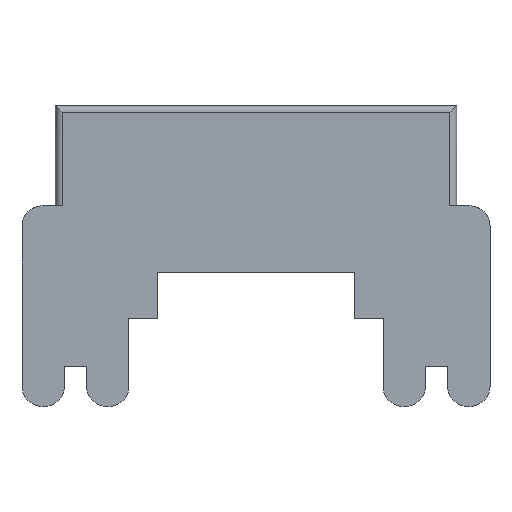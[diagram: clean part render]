
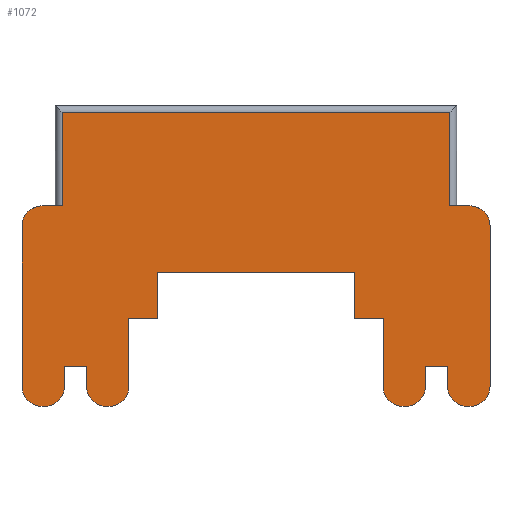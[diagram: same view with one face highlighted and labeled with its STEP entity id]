
A CAD part, top view. The second image highlights one B-rep face of the part: STEP entity #1072.
In plain terms, the highlighted planar face has unit normal (0, 0, 1).
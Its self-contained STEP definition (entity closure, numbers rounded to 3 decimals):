
#25=PLANE('',#1158);
#56=FACE_OUTER_BOUND('',#124,.T.);
#124=EDGE_LOOP('',(#727,#728,#729,#730,#731,#732,#733,#734,#735,#736,#737,
#738,#739,#740,#741,#742,#743,#744,#745,#746,#747,#748,#749,#750,#751,#752,
#753,#754,#755,#756,#757,#758,#759,#760));
#199=CIRCLE('',#1159,3.);
#200=CIRCLE('',#1160,3.);
#201=CIRCLE('',#1161,3.);
#202=CIRCLE('',#1162,3.);
#203=CIRCLE('',#1163,3.);
#204=CIRCLE('',#1164,3.);
#205=CIRCLE('',#1165,3.);
#206=CIRCLE('',#1166,3.);
#207=CIRCLE('',#1167,3.);
#208=CIRCLE('',#1168,3.);
#245=LINE('',#1635,#351);
#248=LINE('',#1646,#354);
#250=LINE('',#1652,#356);
#251=LINE('',#1655,#357);
#252=LINE('',#1657,#358);
#253=LINE('',#1661,#359);
#254=LINE('',#1665,#360);
#255=LINE('',#1669,#361);
#256=LINE('',#1671,#362);
#257=LINE('',#1673,#363);
#258=LINE('',#1677,#364);
#259=LINE('',#1681,#365);
#260=LINE('',#1683,#366);
#261=LINE('',#1685,#367);
#262=LINE('',#1687,#368);
#263=LINE('',#1689,#369);
#264=LINE('',#1691,#370);
#265=LINE('',#1693,#371);
#266=LINE('',#1697,#372);
#267=LINE('',#1701,#373);
#268=LINE('',#1703,#374);
#269=LINE('',#1705,#375);
#270=LINE('',#1709,#376);
#271=LINE('',#1713,#377);
#351=VECTOR('',#1279,10.);
#354=VECTOR('',#1290,10.);
#356=VECTOR('',#1296,10.);
#357=VECTOR('',#1299,10.);
#358=VECTOR('',#1300,10.);
#359=VECTOR('',#1303,10.);
#360=VECTOR('',#1306,10.);
#361=VECTOR('',#1309,10.);
#362=VECTOR('',#1310,10.);
#363=VECTOR('',#1311,10.);
#364=VECTOR('',#1314,10.);
#365=VECTOR('',#1317,10.);
#366=VECTOR('',#1318,10.);
#367=VECTOR('',#1319,10.);
#368=VECTOR('',#1320,10.);
#369=VECTOR('',#1321,10.);
#370=VECTOR('',#1322,10.);
#371=VECTOR('',#1323,10.);
#372=VECTOR('',#1326,10.);
#373=VECTOR('',#1329,10.);
#374=VECTOR('',#1330,10.);
#375=VECTOR('',#1331,10.);
#376=VECTOR('',#1334,10.);
#377=VECTOR('',#1337,10.);
#457=VERTEX_POINT('',#1633);
#458=VERTEX_POINT('',#1634);
#462=VERTEX_POINT('',#1644);
#464=VERTEX_POINT('',#1650);
#465=VERTEX_POINT('',#1654);
#466=VERTEX_POINT('',#1656);
#467=VERTEX_POINT('',#1658);
#468=VERTEX_POINT('',#1660);
#469=VERTEX_POINT('',#1662);
#470=VERTEX_POINT('',#1664);
#471=VERTEX_POINT('',#1666);
#472=VERTEX_POINT('',#1668);
#473=VERTEX_POINT('',#1670);
#474=VERTEX_POINT('',#1672);
#475=VERTEX_POINT('',#1674);
#476=VERTEX_POINT('',#1676);
#477=VERTEX_POINT('',#1678);
#478=VERTEX_POINT('',#1680);
#479=VERTEX_POINT('',#1682);
#480=VERTEX_POINT('',#1684);
#481=VERTEX_POINT('',#1686);
#482=VERTEX_POINT('',#1688);
#483=VERTEX_POINT('',#1690);
#484=VERTEX_POINT('',#1692);
#485=VERTEX_POINT('',#1694);
#486=VERTEX_POINT('',#1696);
#487=VERTEX_POINT('',#1698);
#488=VERTEX_POINT('',#1700);
#489=VERTEX_POINT('',#1702);
#490=VERTEX_POINT('',#1704);
#491=VERTEX_POINT('',#1706);
#492=VERTEX_POINT('',#1708);
#493=VERTEX_POINT('',#1710);
#494=VERTEX_POINT('',#1712);
#553=EDGE_CURVE('',#457,#458,#245,.T.);
#559=EDGE_CURVE('',#462,#457,#248,.T.);
#562=EDGE_CURVE('',#464,#462,#250,.T.);
#563=EDGE_CURVE('',#458,#465,#251,.T.);
#564=EDGE_CURVE('',#466,#464,#252,.T.);
#565=EDGE_CURVE('',#467,#466,#199,.T.);
#566=EDGE_CURVE('',#468,#467,#253,.T.);
#567=EDGE_CURVE('',#469,#468,#200,.T.);
#568=EDGE_CURVE('',#470,#469,#254,.T.);
#569=EDGE_CURVE('',#471,#470,#201,.T.);
#570=EDGE_CURVE('',#472,#471,#255,.T.);
#571=EDGE_CURVE('',#473,#472,#256,.T.);
#572=EDGE_CURVE('',#474,#473,#257,.T.);
#573=EDGE_CURVE('',#475,#474,#202,.T.);
#574=EDGE_CURVE('',#476,#475,#258,.T.);
#575=EDGE_CURVE('',#477,#476,#203,.T.);
#576=EDGE_CURVE('',#478,#477,#259,.T.);
#577=EDGE_CURVE('',#479,#478,#260,.T.);
#578=EDGE_CURVE('',#480,#479,#261,.T.);
#579=EDGE_CURVE('',#481,#480,#262,.T.);
#580=EDGE_CURVE('',#482,#481,#263,.T.);
#581=EDGE_CURVE('',#483,#482,#264,.T.);
#582=EDGE_CURVE('',#484,#483,#265,.T.);
#583=EDGE_CURVE('',#485,#484,#204,.T.);
#584=EDGE_CURVE('',#486,#485,#266,.T.);
#585=EDGE_CURVE('',#487,#486,#205,.T.);
#586=EDGE_CURVE('',#488,#487,#267,.T.);
#587=EDGE_CURVE('',#489,#488,#268,.T.);
#588=EDGE_CURVE('',#490,#489,#269,.T.);
#589=EDGE_CURVE('',#491,#490,#206,.T.);
#590=EDGE_CURVE('',#492,#491,#270,.T.);
#591=EDGE_CURVE('',#493,#492,#207,.T.);
#592=EDGE_CURVE('',#494,#493,#271,.T.);
#593=EDGE_CURVE('',#465,#494,#208,.T.);
#727=ORIENTED_EDGE('',*,*,#563,.F.);
#728=ORIENTED_EDGE('',*,*,#553,.F.);
#729=ORIENTED_EDGE('',*,*,#559,.F.);
#730=ORIENTED_EDGE('',*,*,#562,.F.);
#731=ORIENTED_EDGE('',*,*,#564,.F.);
#732=ORIENTED_EDGE('',*,*,#565,.F.);
#733=ORIENTED_EDGE('',*,*,#566,.F.);
#734=ORIENTED_EDGE('',*,*,#567,.F.);
#735=ORIENTED_EDGE('',*,*,#568,.F.);
#736=ORIENTED_EDGE('',*,*,#569,.F.);
#737=ORIENTED_EDGE('',*,*,#570,.F.);
#738=ORIENTED_EDGE('',*,*,#571,.F.);
#739=ORIENTED_EDGE('',*,*,#572,.F.);
#740=ORIENTED_EDGE('',*,*,#573,.F.);
#741=ORIENTED_EDGE('',*,*,#574,.F.);
#742=ORIENTED_EDGE('',*,*,#575,.F.);
#743=ORIENTED_EDGE('',*,*,#576,.F.);
#744=ORIENTED_EDGE('',*,*,#577,.F.);
#745=ORIENTED_EDGE('',*,*,#578,.F.);
#746=ORIENTED_EDGE('',*,*,#579,.F.);
#747=ORIENTED_EDGE('',*,*,#580,.F.);
#748=ORIENTED_EDGE('',*,*,#581,.F.);
#749=ORIENTED_EDGE('',*,*,#582,.F.);
#750=ORIENTED_EDGE('',*,*,#583,.F.);
#751=ORIENTED_EDGE('',*,*,#584,.F.);
#752=ORIENTED_EDGE('',*,*,#585,.F.);
#753=ORIENTED_EDGE('',*,*,#586,.F.);
#754=ORIENTED_EDGE('',*,*,#587,.F.);
#755=ORIENTED_EDGE('',*,*,#588,.F.);
#756=ORIENTED_EDGE('',*,*,#589,.F.);
#757=ORIENTED_EDGE('',*,*,#590,.F.);
#758=ORIENTED_EDGE('',*,*,#591,.F.);
#759=ORIENTED_EDGE('',*,*,#592,.F.);
#760=ORIENTED_EDGE('',*,*,#593,.F.);
#1072=ADVANCED_FACE('',(#56),#25,.F.);
#1158=AXIS2_PLACEMENT_3D('',#1653,#1297,#1298);
#1159=AXIS2_PLACEMENT_3D('',#1659,#1301,#1302);
#1160=AXIS2_PLACEMENT_3D('',#1663,#1304,#1305);
#1161=AXIS2_PLACEMENT_3D('',#1667,#1307,#1308);
#1162=AXIS2_PLACEMENT_3D('',#1675,#1312,#1313);
#1163=AXIS2_PLACEMENT_3D('',#1679,#1315,#1316);
#1164=AXIS2_PLACEMENT_3D('',#1695,#1324,#1325);
#1165=AXIS2_PLACEMENT_3D('',#1699,#1327,#1328);
#1166=AXIS2_PLACEMENT_3D('',#1707,#1332,#1333);
#1167=AXIS2_PLACEMENT_3D('',#1711,#1335,#1336);
#1168=AXIS2_PLACEMENT_3D('',#1714,#1338,#1339);
#1279=DIRECTION('',(0.,-1.,0.));
#1290=DIRECTION('',(1.,0.,0.));
#1296=DIRECTION('',(0.,1.,0.));
#1297=DIRECTION('center_axis',(0.,0.,-1.));
#1298=DIRECTION('ref_axis',(-1.,0.,0.));
#1299=DIRECTION('',(1.,0.,0.));
#1300=DIRECTION('',(1.,0.,0.));
#1301=DIRECTION('center_axis',(0.,0.,-1.));
#1302=DIRECTION('ref_axis',(-1.,0.,0.));
#1303=DIRECTION('',(0.,1.,0.));
#1304=DIRECTION('center_axis',(0.,0.,-1.));
#1305=DIRECTION('ref_axis',(1.,0.,0.));
#1306=DIRECTION('',(-1.,0.,0.));
#1307=DIRECTION('center_axis',(0.,0.,-1.));
#1308=DIRECTION('ref_axis',(1.,0.,0.));
#1309=DIRECTION('',(0.,-1.,0.));
#1310=DIRECTION('',(-1.,0.,0.));
#1311=DIRECTION('',(0.,1.,0.));
#1312=DIRECTION('center_axis',(0.,0.,-1.));
#1313=DIRECTION('ref_axis',(-1.,0.,0.));
#1314=DIRECTION('',(-1.,0.,0.));
#1315=DIRECTION('center_axis',(0.,0.,-1.));
#1316=DIRECTION('ref_axis',(-1.,0.,0.));
#1317=DIRECTION('',(0.,-1.,0.));
#1318=DIRECTION('',(-1.,0.,0.));
#1319=DIRECTION('',(0.,-1.,0.));
#1320=DIRECTION('',(-1.,0.,0.));
#1321=DIRECTION('',(0.,1.,0.));
#1322=DIRECTION('',(-1.,0.,0.));
#1323=DIRECTION('',(0.,1.,0.));
#1324=DIRECTION('center_axis',(0.,0.,-1.));
#1325=DIRECTION('ref_axis',(-1.,0.,0.));
#1326=DIRECTION('',(-1.,0.,0.));
#1327=DIRECTION('center_axis',(0.,0.,-1.));
#1328=DIRECTION('ref_axis',(-1.,0.,0.));
#1329=DIRECTION('',(0.,-1.,0.));
#1330=DIRECTION('',(-1.,0.,0.));
#1331=DIRECTION('',(0.,1.,0.));
#1332=DIRECTION('center_axis',(0.,0.,-1.));
#1333=DIRECTION('ref_axis',(1.,0.,0.));
#1334=DIRECTION('',(-1.,0.,0.));
#1335=DIRECTION('center_axis',(0.,0.,-1.));
#1336=DIRECTION('ref_axis',(1.,0.,0.));
#1337=DIRECTION('',(0.,-1.,0.));
#1338=DIRECTION('center_axis',(0.,0.,-1.));
#1339=DIRECTION('ref_axis',(1.,0.,0.));
#1633=CARTESIAN_POINT('',(29.,24.,-42.5));
#1634=CARTESIAN_POINT('',(29.,10.,-42.5));
#1635=CARTESIAN_POINT('',(29.,10.,-42.5));
#1644=CARTESIAN_POINT('',(-29.,24.,-42.5));
#1646=CARTESIAN_POINT('',(-15.,24.,-42.5));
#1650=CARTESIAN_POINT('',(-29.,10.,-42.5));
#1652=CARTESIAN_POINT('',(-29.,2.5,-42.5));
#1653=CARTESIAN_POINT('Origin',(0.,-5.,-42.5));
#1654=CARTESIAN_POINT('',(32.,10.,-42.5));
#1655=CARTESIAN_POINT('',(0.,10.,-42.5));
#1656=CARTESIAN_POINT('',(-32.,10.,-42.5));
#1657=CARTESIAN_POINT('',(0.,10.,-42.5));
#1658=CARTESIAN_POINT('',(-35.,7.,-42.5));
#1659=CARTESIAN_POINT('Origin',(-32.,7.,-42.5));
#1660=CARTESIAN_POINT('',(-35.,-17.,-42.5));
#1661=CARTESIAN_POINT('',(-35.,2.5,-42.5));
#1662=CARTESIAN_POINT('',(-32.,-20.,-42.5));
#1663=CARTESIAN_POINT('Origin',(-32.,-17.,-42.5));
#1664=CARTESIAN_POINT('',(-31.65,-20.,-42.5));
#1665=CARTESIAN_POINT('',(0.,-20.,-42.5));
#1666=CARTESIAN_POINT('',(-28.65,-17.,-42.5));
#1667=CARTESIAN_POINT('Origin',(-31.65,-17.,-42.5));
#1668=CARTESIAN_POINT('',(-28.65,-14.,-42.5));
#1669=CARTESIAN_POINT('',(-28.65,-9.5,-42.5));
#1670=CARTESIAN_POINT('',(-25.35,-14.,-42.5));
#1671=CARTESIAN_POINT('',(0.,-14.,-42.5));
#1672=CARTESIAN_POINT('',(-25.35,-17.,-42.5));
#1673=CARTESIAN_POINT('',(-25.35,-9.5,-42.5));
#1674=CARTESIAN_POINT('',(-22.35,-20.,-42.5));
#1675=CARTESIAN_POINT('Origin',(-22.35,-17.,-42.5));
#1676=CARTESIAN_POINT('',(-22.,-20.,-42.5));
#1677=CARTESIAN_POINT('',(0.,-20.,-42.5));
#1678=CARTESIAN_POINT('',(-19.,-17.,-42.5));
#1679=CARTESIAN_POINT('Origin',(-22.,-17.,-42.5));
#1680=CARTESIAN_POINT('',(-19.,-6.8,-42.5));
#1681=CARTESIAN_POINT('',(-19.,-12.5,-42.5));
#1682=CARTESIAN_POINT('',(-14.8,-6.8,-42.5));
#1683=CARTESIAN_POINT('',(0.,-6.8,-42.5));
#1684=CARTESIAN_POINT('',(-14.8,0.1,-42.5));
#1685=CARTESIAN_POINT('',(-14.8,-7.5,-42.5));
#1686=CARTESIAN_POINT('',(14.8,0.1,-42.5));
#1687=CARTESIAN_POINT('',(0.,0.1,-42.5));
#1688=CARTESIAN_POINT('',(14.8,-6.8,-42.5));
#1689=CARTESIAN_POINT('',(14.8,-7.5,-42.5));
#1690=CARTESIAN_POINT('',(19.,-6.8,-42.5));
#1691=CARTESIAN_POINT('',(0.,-6.8,-42.5));
#1692=CARTESIAN_POINT('',(19.,-17.,-42.5));
#1693=CARTESIAN_POINT('',(19.,-12.5,-42.5));
#1694=CARTESIAN_POINT('',(22.,-20.,-42.5));
#1695=CARTESIAN_POINT('Origin',(22.,-17.,-42.5));
#1696=CARTESIAN_POINT('',(22.35,-20.,-42.5));
#1697=CARTESIAN_POINT('',(0.,-20.,-42.5));
#1698=CARTESIAN_POINT('',(25.35,-17.,-42.5));
#1699=CARTESIAN_POINT('Origin',(22.35,-17.,-42.5));
#1700=CARTESIAN_POINT('',(25.35,-14.,-42.5));
#1701=CARTESIAN_POINT('',(25.35,-9.5,-42.5));
#1702=CARTESIAN_POINT('',(28.65,-14.,-42.5));
#1703=CARTESIAN_POINT('',(0.,-14.,-42.5));
#1704=CARTESIAN_POINT('',(28.65,-17.,-42.5));
#1705=CARTESIAN_POINT('',(28.65,-9.5,-42.5));
#1706=CARTESIAN_POINT('',(31.65,-20.,-42.5));
#1707=CARTESIAN_POINT('Origin',(31.65,-17.,-42.5));
#1708=CARTESIAN_POINT('',(32.,-20.,-42.5));
#1709=CARTESIAN_POINT('',(0.,-20.,-42.5));
#1710=CARTESIAN_POINT('',(35.,-17.,-42.5));
#1711=CARTESIAN_POINT('Origin',(32.,-17.,-42.5));
#1712=CARTESIAN_POINT('',(35.,7.,-42.5));
#1713=CARTESIAN_POINT('',(35.,2.5,-42.5));
#1714=CARTESIAN_POINT('Origin',(32.,7.,-42.5));
